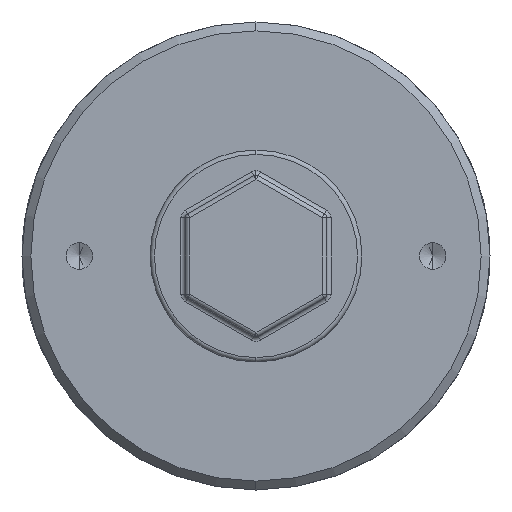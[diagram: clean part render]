
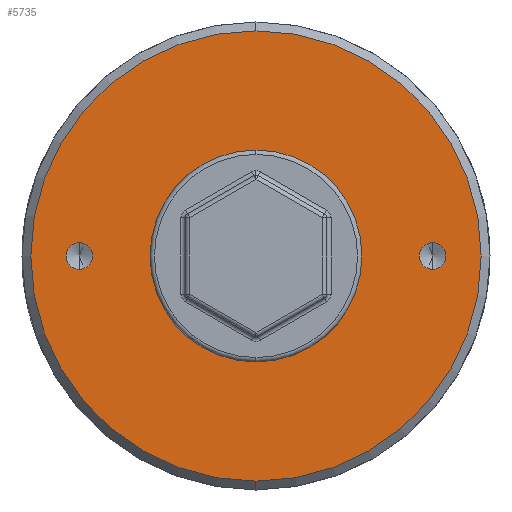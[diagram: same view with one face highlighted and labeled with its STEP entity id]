
A CAD part, left-side view. The second image highlights one B-rep face of the part: STEP entity #5735.
In plain terms, the highlighted planar face has unit normal (-1, 0, 0).
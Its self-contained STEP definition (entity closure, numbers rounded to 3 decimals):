
#310 = DIRECTION ( 'NONE',  ( 1., 0., 0. ) ) ;
#698 = CARTESIAN_POINT ( 'NONE',  ( -98.9, 0., -25.5 ) ) ;
#1150 = CARTESIAN_POINT ( 'NONE',  ( -98.9, 0., 25.5 ) ) ;
#1680 = AXIS2_PLACEMENT_3D ( 'NONE', #8893, #8749, #20478 ) ;
#2103 = DIRECTION ( 'NONE',  ( 0., 0., 1. ) ) ;
#2500 = ORIENTED_EDGE ( 'NONE', *, *, #20036, .T. ) ;
#2683 = DIRECTION ( 'NONE',  ( 1., 0., 0. ) ) ;
#2710 = EDGE_CURVE ( 'NONE', #12606, #18026, #7263, .T. ) ;
#2742 = VERTEX_POINT ( 'NONE', #17392 ) ;
#3121 = EDGE_LOOP ( 'NONE', ( #16782, #2500 ) ) ;
#3242 = EDGE_CURVE ( 'NONE', #20774, #9007, #6242, .T. ) ;
#3734 = CARTESIAN_POINT ( 'NONE',  ( -98.9, 20., 0. ) ) ;
#5172 = CARTESIAN_POINT ( 'NONE',  ( -98.9, 20., -1.5 ) ) ;
#5497 = DIRECTION ( 'NONE',  ( 0., 0., 1. ) ) ;
#5664 = CARTESIAN_POINT ( 'NONE',  ( -98.9, 0., 0. ) ) ;
#5673 = EDGE_LOOP ( 'NONE', ( #18779, #11095 ) ) ;
#5735 = ADVANCED_FACE ( 'NONE', ( #17576, #21459, #14966, #11091 ), #11640, .T. ) ;
#6242 = CIRCLE ( 'NONE', #12206, 1.5 ) ;
#6930 = CARTESIAN_POINT ( 'NONE',  ( -98.9, 0., 0. ) ) ;
#7263 = CIRCLE ( 'NONE', #12617, 25.5 ) ;
#8121 = VERTEX_POINT ( 'NONE', #9332 ) ;
#8749 = DIRECTION ( 'NONE',  ( -1., 0., 0. ) ) ;
#8893 = CARTESIAN_POINT ( 'NONE',  ( -98.9, 20., 0. ) ) ;
#8912 = CARTESIAN_POINT ( 'NONE',  ( -98.9, -20., 0. ) ) ;
#9007 = VERTEX_POINT ( 'NONE', #12579 ) ;
#9332 = CARTESIAN_POINT ( 'NONE',  ( -98.9, 0., 7.7 ) ) ;
#9466 = AXIS2_PLACEMENT_3D ( 'NONE', #8912, #12316, #2103 ) ;
#9554 = EDGE_CURVE ( 'NONE', #2742, #21461, #16190, .T. ) ;
#9853 = DIRECTION ( 'NONE',  ( -1., 0., 0. ) ) ;
#10175 = DIRECTION ( 'NONE',  ( 0., 0., 1. ) ) ;
#11091 = FACE_BOUND ( 'NONE', #3121, .T. ) ;
#11095 = ORIENTED_EDGE ( 'NONE', *, *, #2710, .T. ) ;
#11454 = DIRECTION ( 'NONE',  ( 0., 0., 1. ) ) ;
#11555 = EDGE_CURVE ( 'NONE', #21461, #2742, #15344, .T. ) ;
#11640 = PLANE ( 'NONE',  #16656 ) ;
#11879 = EDGE_CURVE ( 'NONE', #9007, #20774, #15315, .T. ) ;
#11925 = AXIS2_PLACEMENT_3D ( 'NONE', #18225, #19896, #11454 ) ;
#12078 = EDGE_LOOP ( 'NONE', ( #15730, #19081 ) ) ;
#12206 = AXIS2_PLACEMENT_3D ( 'NONE', #3734, #15398, #5497 ) ;
#12316 = DIRECTION ( 'NONE',  ( -1., 0., 0. ) ) ;
#12332 = EDGE_LOOP ( 'NONE', ( #17880, #21399 ) ) ;
#12579 = CARTESIAN_POINT ( 'NONE',  ( -98.9, 20., 1.5 ) ) ;
#12606 = VERTEX_POINT ( 'NONE', #1150 ) ;
#12617 = AXIS2_PLACEMENT_3D ( 'NONE', #5664, #17164, #19087 ) ;
#12820 = AXIS2_PLACEMENT_3D ( 'NONE', #6930, #310, #18214 ) ;
#12981 = AXIS2_PLACEMENT_3D ( 'NONE', #14616, #13089, #10175 ) ;
#13089 = DIRECTION ( 'NONE',  ( -1., 0., 0. ) ) ;
#14066 = DIRECTION ( 'NONE',  ( 0., 0., -1. ) ) ;
#14616 = CARTESIAN_POINT ( 'NONE',  ( -98.9, 0., 0. ) ) ;
#14966 = FACE_BOUND ( 'NONE', #12078, .T. ) ;
#15315 = CIRCLE ( 'NONE', #1680, 1.5 ) ;
#15344 = CIRCLE ( 'NONE', #9466, 1.5 ) ;
#15398 = DIRECTION ( 'NONE',  ( -1., 0., 0. ) ) ;
#15522 = EDGE_CURVE ( 'NONE', #16861, #8121, #17837, .T. ) ;
#15730 = ORIENTED_EDGE ( 'NONE', *, *, #9554, .F. ) ;
#15763 = AXIS2_PLACEMENT_3D ( 'NONE', #16003, #2683, #14066 ) ;
#16003 = CARTESIAN_POINT ( 'NONE',  ( -98.9, 0., 0. ) ) ;
#16190 = CIRCLE ( 'NONE', #11925, 1.5 ) ;
#16656 = AXIS2_PLACEMENT_3D ( 'NONE', #19949, #9853, #19806 ) ;
#16782 = ORIENTED_EDGE ( 'NONE', *, *, #15522, .T. ) ;
#16861 = VERTEX_POINT ( 'NONE', #18869 ) ;
#17164 = DIRECTION ( 'NONE',  ( -1., 0., 0. ) ) ;
#17392 = CARTESIAN_POINT ( 'NONE',  ( -98.9, -20., 1.5 ) ) ;
#17535 = EDGE_CURVE ( 'NONE', #18026, #12606, #21172, .T. ) ;
#17576 = FACE_OUTER_BOUND ( 'NONE', #5673, .T. ) ;
#17837 = CIRCLE ( 'NONE', #12820, 7.7 ) ;
#17880 = ORIENTED_EDGE ( 'NONE', *, *, #11879, .F. ) ;
#18026 = VERTEX_POINT ( 'NONE', #698 ) ;
#18214 = DIRECTION ( 'NONE',  ( 0., 0., -1. ) ) ;
#18225 = CARTESIAN_POINT ( 'NONE',  ( -98.9, -20., 0. ) ) ;
#18779 = ORIENTED_EDGE ( 'NONE', *, *, #17535, .T. ) ;
#18869 = CARTESIAN_POINT ( 'NONE',  ( -98.9, 0., -7.7 ) ) ;
#19081 = ORIENTED_EDGE ( 'NONE', *, *, #11555, .F. ) ;
#19087 = DIRECTION ( 'NONE',  ( 0., 0., 1. ) ) ;
#19798 = CIRCLE ( 'NONE', #15763, 7.7 ) ;
#19806 = DIRECTION ( 'NONE',  ( 0., 0., 1. ) ) ;
#19896 = DIRECTION ( 'NONE',  ( -1., 0., 0. ) ) ;
#19949 = CARTESIAN_POINT ( 'NONE',  ( -98.9, 0., 0. ) ) ;
#20036 = EDGE_CURVE ( 'NONE', #8121, #16861, #19798, .T. ) ;
#20478 = DIRECTION ( 'NONE',  ( 0., 0., 1. ) ) ;
#20774 = VERTEX_POINT ( 'NONE', #5172 ) ;
#21036 = CARTESIAN_POINT ( 'NONE',  ( -98.9, -20., -1.5 ) ) ;
#21172 = CIRCLE ( 'NONE', #12981, 25.5 ) ;
#21399 = ORIENTED_EDGE ( 'NONE', *, *, #3242, .F. ) ;
#21459 = FACE_BOUND ( 'NONE', #12332, .T. ) ;
#21461 = VERTEX_POINT ( 'NONE', #21036 ) ;
